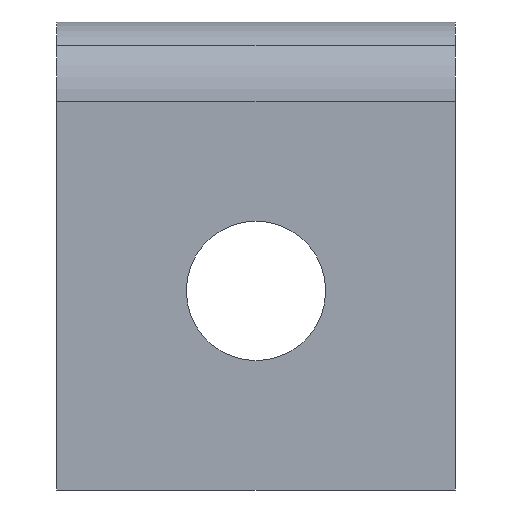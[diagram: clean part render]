
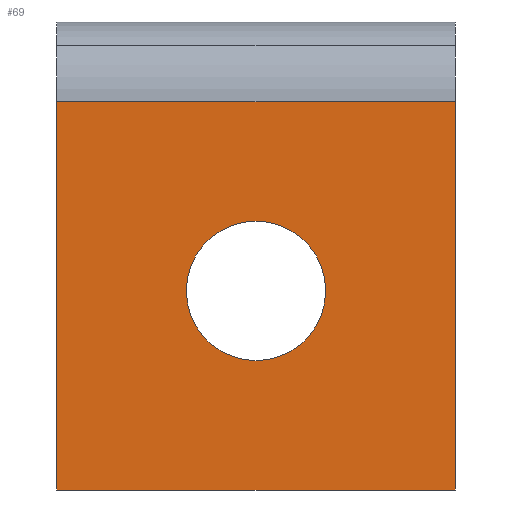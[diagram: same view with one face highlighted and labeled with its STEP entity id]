
A CAD part, front view. The second image highlights one B-rep face of the part: STEP entity #69.
In plain terms, the highlighted planar face has unit normal (0, -1, 0).
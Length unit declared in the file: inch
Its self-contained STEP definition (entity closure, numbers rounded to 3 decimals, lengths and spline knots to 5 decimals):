
#69=ADVANCED_FACE('',(#150,#151),#152,.T.);
#150=FACE_OUTER_BOUND('',#243,.T.);
#151=FACE_BOUND('',#244,.T.);
#152=PLANE('',#245);
#243=EDGE_LOOP('',(#386,#387,#388,#389));
#244=EDGE_LOOP('',(#390,#391));
#245=AXIS2_PLACEMENT_3D('',#392,#393,#394);
#386=ORIENTED_EDGE('',*,*,#602,.F.);
#387=ORIENTED_EDGE('',*,*,#591,.F.);
#388=ORIENTED_EDGE('',*,*,#603,.T.);
#389=ORIENTED_EDGE('',*,*,#604,.T.);
#390=ORIENTED_EDGE('',*,*,#605,.T.);
#391=ORIENTED_EDGE('',*,*,#600,.T.);
#392=CARTESIAN_POINT('',(0.0,0.0,-1.85039));
#393=DIRECTION('',(0.0,-1.0,0.));
#394=DIRECTION('',(1.0,0.0,0.0));
#591=EDGE_CURVE('',#715,#717,#718,.T.);
#600=EDGE_CURVE('',#728,#732,#734,.T.);
#602=EDGE_CURVE('',#717,#736,#737,.T.);
#603=EDGE_CURVE('',#715,#738,#739,.T.);
#604=EDGE_CURVE('',#738,#736,#740,.T.);
#605=EDGE_CURVE('',#732,#728,#741,.T.);
#715=VERTEX_POINT('',#879);
#717=VERTEX_POINT('',#882);
#718=LINE('',#883,#884);
#728=VERTEX_POINT('',#895);
#732=VERTEX_POINT('',#900);
#734=CIRCLE('',#903,0.27559);
#736=VERTEX_POINT('',#905);
#737=LINE('',#906,#907);
#738=VERTEX_POINT('',#908);
#739=LINE('',#909,#910);
#740=LINE('',#911,#912);
#741=CIRCLE('',#913,0.27559);
#879=CARTESIAN_POINT('',(0.0,0.0,-1.85039));
#882=CARTESIAN_POINT('',(0.0,0.0,-0.31496));
#883=CARTESIAN_POINT('',(0.0,0.0,-1.85039));
#884=VECTOR('',#1044,0.3937);
#895=CARTESIAN_POINT('',(0.51181,0.,-1.06299));
#900=CARTESIAN_POINT('',(1.06299,0.0,-1.06299));
#903=AXIS2_PLACEMENT_3D('',#1060,#1061,#1062);
#905=CARTESIAN_POINT('',(1.5748,0.0,-0.31496));
#906=CARTESIAN_POINT('',(0.0,0.0,-0.31496));
#907=VECTOR('',#1063,0.3937);
#908=CARTESIAN_POINT('',(1.5748,0.0,-1.85039));
#909=CARTESIAN_POINT('',(0.0,0.0,-1.85039));
#910=VECTOR('',#1064,0.3937);
#911=CARTESIAN_POINT('',(1.5748,0.0,-1.85039));
#912=VECTOR('',#1065,0.3937);
#913=AXIS2_PLACEMENT_3D('',#1066,#1067,#1068);
#1044=DIRECTION('',(0.0,0.,1.0));
#1060=CARTESIAN_POINT('',(0.7874,0.0,-1.06299));
#1061=DIRECTION('',(0.0,1.0,0.));
#1062=DIRECTION('',(-1.0,0.0,0.0));
#1063=DIRECTION('',(1.0,0.0,0.0));
#1064=DIRECTION('',(1.0,0.0,0.0));
#1065=DIRECTION('',(0.0,0.,1.0));
#1066=CARTESIAN_POINT('',(0.7874,0.0,-1.06299));
#1067=DIRECTION('',(0.0,1.0,0.));
#1068=DIRECTION('',(-1.0,0.0,0.0));
